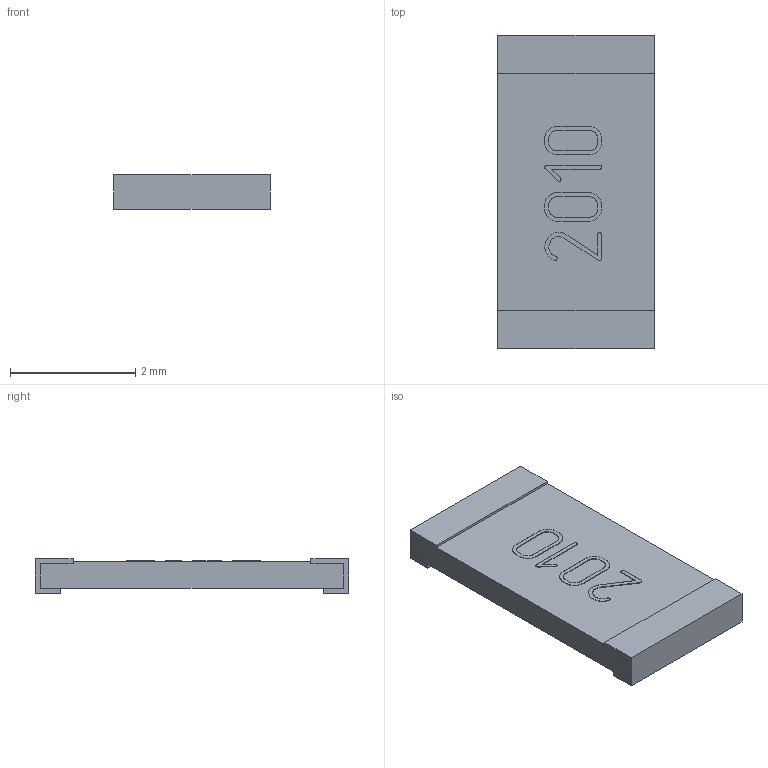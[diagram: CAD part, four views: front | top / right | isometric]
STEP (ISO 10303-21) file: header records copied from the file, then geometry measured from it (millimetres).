
FILE_DESCRIPTION(('STEP AP214'), '1');
FILE_NAME('smd 2010 ðåçèñòîð', '', ('UNSPECIFIED'), ('UNSPECIFIED'), 'C3D Converter', 'C3D Toolkit', '');
FILE_SCHEMA(('AUTOMOTIVE_DESIGN { 1 0 10303 214 3 1 1}'));
Length unit declared in the file: millimetre
Bounding box: 2.5 x 5 x 0.55 mm (x, y, z)
Volume: 5.7 mm3; surface area: 46.6 mm2
Topology: 7 solids, 7 shells, 131 faces, 351 edges, 235 vertices
Faces by surface type: extrusion 66, plane 65
Entity records: 4305 total; most frequent: CARTESIAN_POINT 1114, ORIENTED_EDGE 702, DIRECTION 417, EDGE_CURVE 351, VECTOR 285, VERTEX_POINT 234, LINE 219, B_SPLINE_CURVE_WITH_KNOTS 198
